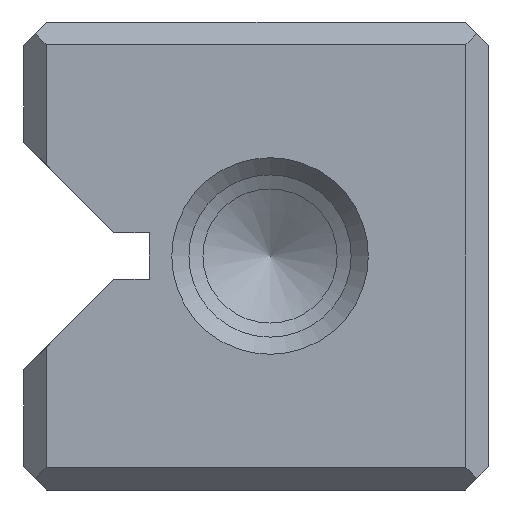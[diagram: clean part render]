
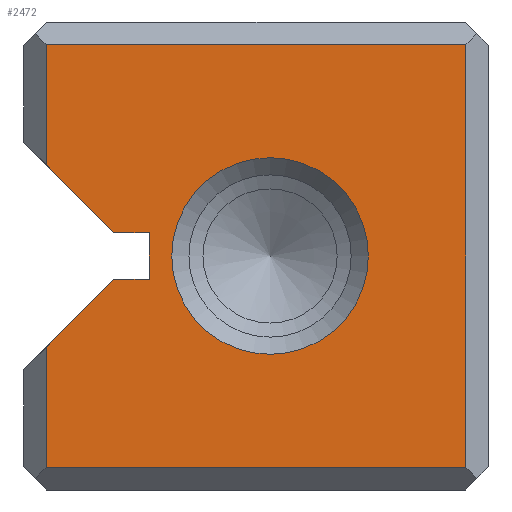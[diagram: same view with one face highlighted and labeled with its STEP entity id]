
A CAD part, left-side view. The second image highlights one B-rep face of the part: STEP entity #2472.
In plain terms, the highlighted planar face has unit normal (-1, 0, 0).
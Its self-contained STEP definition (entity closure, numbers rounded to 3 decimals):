
#2472=ADVANCED_FACE('',(#3418,#3419),#2866,.T.);
#2866=PLANE('',#8934);
#3118=CIRCLE('',#8933,3.15);
#3418=FACE_BOUND('',#3650,.T.);
#3419=FACE_BOUND('',#3651,.T.);
#3650=EDGE_LOOP('',(#4388));
#3651=EDGE_LOOP('',(#4389,#4390,#4391,#4392,#4393,#4394,#4395,#4396,#4397,
#4398));
#4388=ORIENTED_EDGE('',*,*,#6909,.T.);
#4389=ORIENTED_EDGE('',*,*,#6910,.T.);
#4390=ORIENTED_EDGE('',*,*,#6911,.T.);
#4391=ORIENTED_EDGE('',*,*,#6912,.T.);
#4392=ORIENTED_EDGE('',*,*,#6913,.T.);
#4393=ORIENTED_EDGE('',*,*,#6914,.T.);
#4394=ORIENTED_EDGE('',*,*,#6915,.T.);
#4395=ORIENTED_EDGE('',*,*,#6916,.T.);
#4396=ORIENTED_EDGE('',*,*,#6917,.F.);
#4397=ORIENTED_EDGE('',*,*,#6918,.F.);
#4398=ORIENTED_EDGE('',*,*,#6919,.T.);
#6254=VERTEX_POINT('',#11500);
#6255=VERTEX_POINT('',#11502);
#6256=VERTEX_POINT('',#11503);
#6257=VERTEX_POINT('',#11505);
#6258=VERTEX_POINT('',#11507);
#6259=VERTEX_POINT('',#11509);
#6260=VERTEX_POINT('',#11511);
#6261=VERTEX_POINT('',#11513);
#6262=VERTEX_POINT('',#11515);
#6263=VERTEX_POINT('',#11517);
#6264=VERTEX_POINT('',#11519);
#6909=EDGE_CURVE('',#6254,#6254,#3118,.T.);
#6910=EDGE_CURVE('',#6255,#6256,#7752,.T.);
#6911=EDGE_CURVE('',#6256,#6257,#7753,.T.);
#6912=EDGE_CURVE('',#6257,#6258,#7754,.T.);
#6913=EDGE_CURVE('',#6258,#6259,#7755,.T.);
#6914=EDGE_CURVE('',#6259,#6260,#7756,.T.);
#6915=EDGE_CURVE('',#6260,#6261,#7757,.T.);
#6916=EDGE_CURVE('',#6261,#6262,#7758,.T.);
#6917=EDGE_CURVE('',#6263,#6262,#7759,.T.);
#6918=EDGE_CURVE('',#6264,#6263,#7760,.T.);
#6919=EDGE_CURVE('',#6264,#6255,#7761,.T.);
#7752=LINE('',#11501,#8412);
#7753=LINE('',#11504,#8413);
#7754=LINE('',#11506,#8414);
#7755=LINE('',#11508,#8415);
#7756=LINE('',#11510,#8416);
#7757=LINE('',#11512,#8417);
#7758=LINE('',#11514,#8418);
#7759=LINE('',#11516,#8419);
#7760=LINE('',#11518,#8420);
#7761=LINE('',#11520,#8421);
#8412=VECTOR('',#9504,1.);
#8413=VECTOR('',#9505,1.);
#8414=VECTOR('',#9506,1.);
#8415=VECTOR('',#9507,1.);
#8416=VECTOR('',#9508,1.);
#8417=VECTOR('',#9509,1.);
#8418=VECTOR('',#9510,1.);
#8419=VECTOR('',#9511,1.);
#8420=VECTOR('',#9512,1.);
#8421=VECTOR('',#9513,1.);
#8933=AXIS2_PLACEMENT_3D('',#11499,#9502,#9503);
#8934=AXIS2_PLACEMENT_3D('',#11521,#9514,#9515);
#9502=DIRECTION('',(1.,0.,0.));
#9503=DIRECTION('',(0.,0.,-1.));
#9504=DIRECTION('',(0.,-1.,0.));
#9505=DIRECTION('',(0.,0.,1.));
#9506=DIRECTION('',(0.,1.,0.));
#9507=DIRECTION('',(0.,0.,-1.));
#9508=DIRECTION('',(0.,-0.707,-0.707));
#9509=DIRECTION('',(0.,-1.,0.));
#9510=DIRECTION('',(0.,0.,-1.));
#9511=DIRECTION('',(0.,-1.,0.));
#9512=DIRECTION('',(0.,-0.707,0.707));
#9513=DIRECTION('',(0.,0.,-1.));
#9514=DIRECTION('',(-1.,0.,0.));
#9515=DIRECTION('',(0.,0.,-1.));
#11499=CARTESIAN_POINT('',(0.,7.,7.5));
#11500=CARTESIAN_POINT('',(0.,7.,4.35));
#11501=CARTESIAN_POINT('',(0.,7.45,0.725));
#11502=CARTESIAN_POINT('',(0.,14.175,0.725));
#11503=CARTESIAN_POINT('',(0.,0.725,0.725));
#11504=CARTESIAN_POINT('',(0.,0.725,0.));
#11505=CARTESIAN_POINT('',(0.,0.725,14.275));
#11506=CARTESIAN_POINT('',(0.,7.45,14.275));
#11507=CARTESIAN_POINT('',(0.,14.175,14.275));
#11508=CARTESIAN_POINT('',(0.,14.175,0.));
#11509=CARTESIAN_POINT('',(0.,14.175,10.418));
#11510=CARTESIAN_POINT('',(0.,14.9,11.143));
#11511=CARTESIAN_POINT('',(0.,12.007,8.25));
#11512=CARTESIAN_POINT('',(0.,10.875,8.25));
#11513=CARTESIAN_POINT('',(0.,10.875,8.25));
#11514=CARTESIAN_POINT('',(0.,10.875,8.25));
#11515=CARTESIAN_POINT('',(0.,10.875,6.75));
#11516=CARTESIAN_POINT('',(0.,10.875,6.75));
#11517=CARTESIAN_POINT('',(0.,12.007,6.75));
#11518=CARTESIAN_POINT('',(0.,14.9,3.857));
#11519=CARTESIAN_POINT('',(0.,14.175,4.582));
#11520=CARTESIAN_POINT('',(0.,14.175,0.));
#11521=CARTESIAN_POINT('',(0.,7.45,0.));
